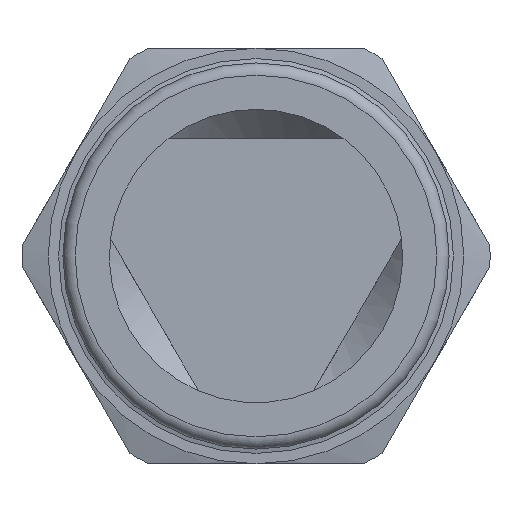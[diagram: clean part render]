
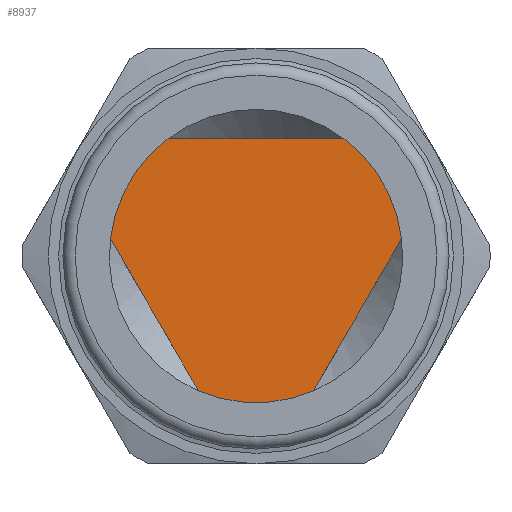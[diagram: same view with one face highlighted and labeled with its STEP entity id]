
A CAD part, left-side view. The second image highlights one B-rep face of the part: STEP entity #8937.
In plain terms, the highlighted planar face has unit normal (-1, 0, 0).
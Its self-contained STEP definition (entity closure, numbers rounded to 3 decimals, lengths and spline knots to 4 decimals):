
#2073=FACE_OUTER_BOUND($,#2571,.T.);
#2571=EDGE_LOOP($,(#5563));
#3157=CIRCLE($,#9454,6.15);
#3341=VERTEX_POINT($,#11447);
#4233=EDGE_CURVE($,#3341,#3341,#3157,.T.);
#5563=ORIENTED_EDGE($,*,*,#4233,.F.);
#8223=PLANE($,#9453);
#8937=ADVANCED_FACE($,(#2073),#8223,.T.);
#9453=AXIS2_PLACEMENT_3D($,#11446,#9947,#9948);
#9454=AXIS2_PLACEMENT_3D($,#11448,#9949,#9950);
#9947=DIRECTION('center_axis',(-1.,0.,0.));
#9948=DIRECTION('ref_axis',(0.,0.,1.));
#9949=DIRECTION('center_axis',(1.,0.,0.));
#9950=DIRECTION('ref_axis',(0.,0.,-1.));
#11446=CARTESIAN_POINT('Origin',(5.,0.,-6.8275));
#11447=CARTESIAN_POINT('',(5.,-6.15,0.));
#11448=CARTESIAN_POINT('Origin',(5.,0.,0.));
